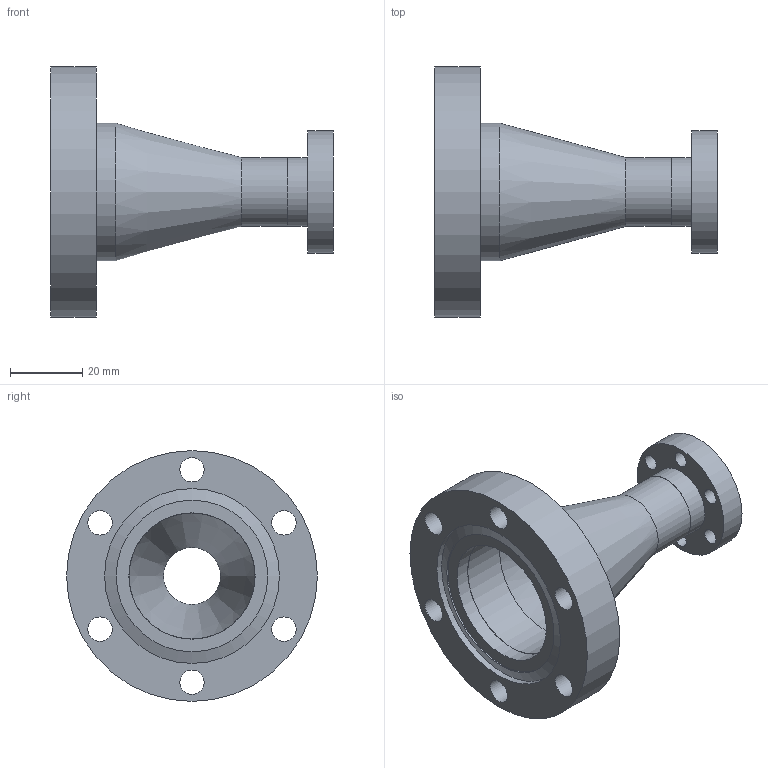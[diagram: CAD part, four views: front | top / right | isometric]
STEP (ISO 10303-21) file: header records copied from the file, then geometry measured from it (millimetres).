
FILE_DESCRIPTION((''),'2;1');
FILE_NAME('402030.stp','2008-05-16T14:33:25',('stelmach'),(''),'Autodesk Inventor 2008','Autodesk Inventor 2008','');
FILE_SCHEMA(('AUTOMOTIVE_DESIGN { 1 0 10303 214 1 1 1 1 }'));
Length unit declared in the file: inch
Products named in the file (6): 402030; 402030-001; 110014 (2.75 X 1.5 NR); 100004 (1.33 X .75 R); 100004 (1.33 X .75 REC); 100004 (1.33 X .75 INS)
Assembly tree (5 placements, depth 3):
  402030
    402030-001
    110014 (2.75 X 1.5 NR)
    100004 (1.33 X .75 R)
      100004 (1.33 X .75 REC)
      100004 (1.33 X .75 INS)
Bounding box: 78.23 x 69.34 x 69.34 mm (x, y, z)
Volume: 43723.9 mm3; surface area: 26630.1 mm2
Topology: 4 solids, 4 shells, 48 faces, 106 edges, 72 vertices
Faces by surface type: cylinder 18, plane 14, bspline 12, cone 4
Full cylindrical faces by diameter (mm): 15.748 x1, 16.002 x1, 17.018 x1, 17.272 x1, 18.3 x1, 19.05 x2, 19.101 x1, 21.3 x1, 21.351 x1, 33.782 x1, 34.798 x1, 34.925 x1, 38.1 x1, 38.354 x1, 41.9 x1, 48.3 x1, 69.342 x1
Entity records: 1484 total; most frequent: CARTESIAN_POINT 383, DIRECTION 214, ORIENTED_EDGE 120, EDGE_LOOP 120, AXIS2_PLACEMENT_3D 107, FACE_BOUND 72, VERTEX_POINT 60, CIRCLE 60
